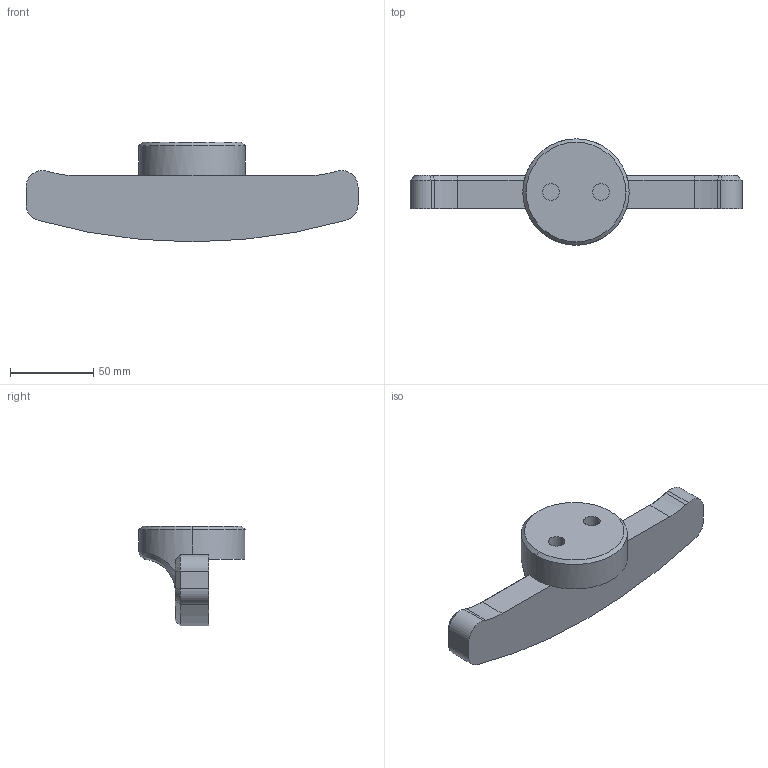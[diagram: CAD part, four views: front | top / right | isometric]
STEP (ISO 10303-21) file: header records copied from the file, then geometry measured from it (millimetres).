
FILE_DESCRIPTION (( 'STEP AP203' ), '1' );
FILE_NAME ('test_roll_默认_sldprt.STEP', '2017-06-21T08:50:44', ( '' ), ( '' ), 'SwSTEP 2.0', 'SolidWorks 2017', '' );
FILE_SCHEMA (( 'CONFIG_CONTROL_DESIGN' ));
Length unit declared in the file: millimetre
Products named in the file (1): test_roll_默认_sldprt
Bounding box: 200 x 64 x 60 mm (x, y, z)
Volume: 204506.2 mm3; surface area: 30819 mm2
Topology: 1 solids, 1 shells, 46 faces, 109 edges, 67 vertices
Faces by surface type: cylinder 17, plane 14, cone 12, bspline 3
Entity records: 1796 total; most frequent: CARTESIAN_POINT 650, DIRECTION 236, ORIENTED_EDGE 218, EDGE_CURVE 109, AXIS2_PLACEMENT_3D 93, VERTEX_POINT 67, LINE 50, VECTOR 50
